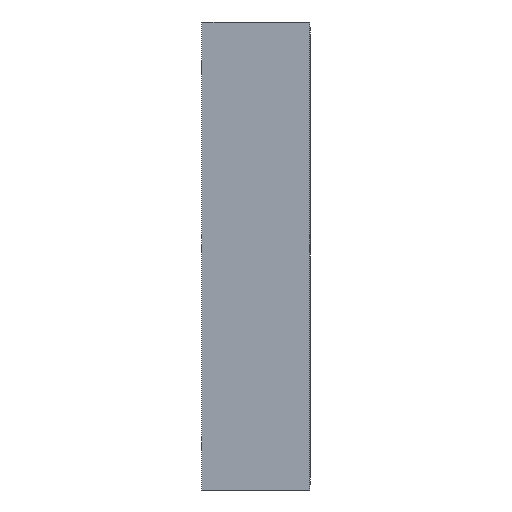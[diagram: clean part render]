
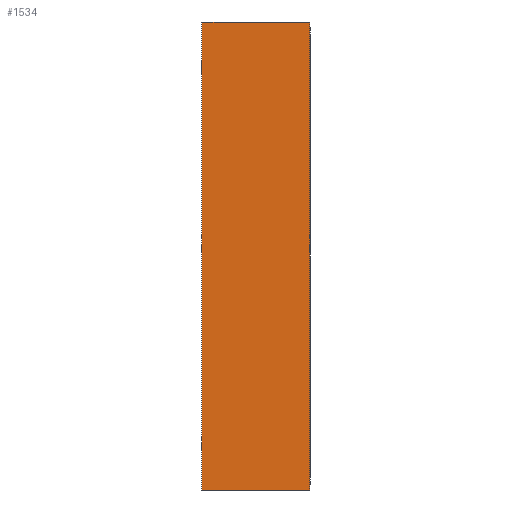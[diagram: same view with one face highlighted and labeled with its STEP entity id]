
A CAD part, front view. The second image highlights one B-rep face of the part: STEP entity #1534.
In plain terms, the highlighted planar face has unit normal (0, -1, 0).
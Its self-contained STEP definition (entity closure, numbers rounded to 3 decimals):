
#220=FACE_OUTER_BOUND('',#334,.T.);
#334=EDGE_LOOP('',(#1281,#1282,#1283,#1284));
#436=LINE('',#2555,#574);
#495=LINE('',#2674,#633);
#530=LINE('',#2742,#668);
#531=LINE('',#2748,#669);
#574=VECTOR('',#1834,20.);
#633=VECTOR('',#1895,20.);
#668=VECTOR('',#1988,87.);
#669=VECTOR('',#1995,87.);
#722=VERTEX_POINT('',#2552);
#723=VERTEX_POINT('',#2554);
#781=VERTEX_POINT('',#2671);
#782=VERTEX_POINT('',#2673);
#873=EDGE_CURVE('',#722,#723,#436,.T.);
#932=EDGE_CURVE('',#782,#781,#495,.T.);
#967=EDGE_CURVE('',#723,#781,#530,.T.);
#970=EDGE_CURVE('',#722,#782,#531,.T.);
#1281=ORIENTED_EDGE('',*,*,#932,.T.);
#1282=ORIENTED_EDGE('',*,*,#967,.F.);
#1283=ORIENTED_EDGE('',*,*,#873,.F.);
#1284=ORIENTED_EDGE('',*,*,#970,.T.);
#1460=PLANE('',#1657);
#1534=ADVANCED_FACE('',(#220),#1460,.T.);
#1657=AXIS2_PLACEMENT_3D('',#2747,#1993,#1994);
#1834=DIRECTION('',(-1.,0.,0.));
#1895=DIRECTION('',(-1.,0.,0.));
#1988=DIRECTION('',(0.,0.,1.));
#1993=DIRECTION('center_axis',(0.,-1.,0.));
#1994=DIRECTION('ref_axis',(0.,0.,-1.));
#1995=DIRECTION('',(0.,0.,1.));
#2552=CARTESIAN_POINT('',(0.,0.,0.));
#2554=CARTESIAN_POINT('',(-20.,0.,0.));
#2555=CARTESIAN_POINT('',(0.,0.,0.));
#2671=CARTESIAN_POINT('',(-20.,0.,87.));
#2673=CARTESIAN_POINT('',(0.,0.,87.));
#2674=CARTESIAN_POINT('',(0.,0.,87.));
#2742=CARTESIAN_POINT('',(-20.,0.,0.));
#2747=CARTESIAN_POINT('Origin',(0.,0.,0.));
#2748=CARTESIAN_POINT('',(0.,0.,0.));
